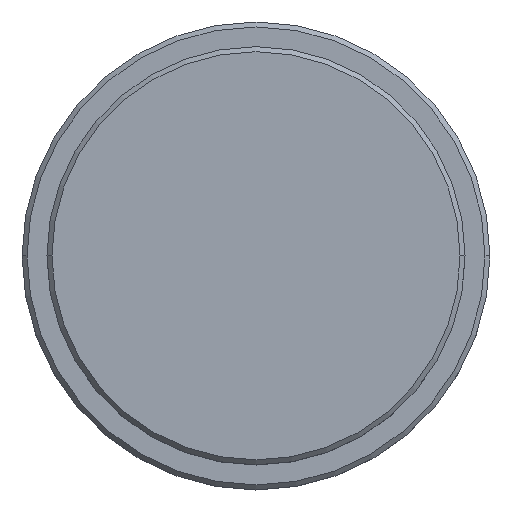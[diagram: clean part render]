
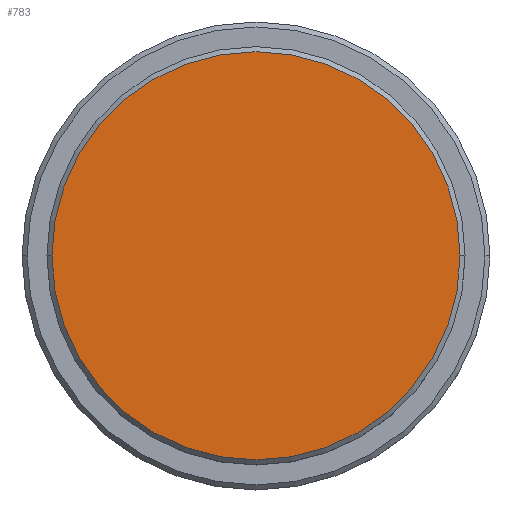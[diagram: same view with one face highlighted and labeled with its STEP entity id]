
A CAD part, top view. The second image highlights one B-rep face of the part: STEP entity #783.
In plain terms, the highlighted planar face has unit normal (0, 0, 1).
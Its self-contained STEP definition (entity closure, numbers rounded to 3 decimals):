
#90 = DIRECTION ( 'NONE',  ( 1., 0., 0. ) ) ;
#157 = CARTESIAN_POINT ( 'NONE',  ( 20.5, 0., 0. ) ) ;
#159 = CIRCLE ( 'NONE', #873, 20.5 ) ;
#180 = VERTEX_POINT ( 'NONE', #157 ) ;
#193 = CARTESIAN_POINT ( 'NONE',  ( 0., 0., 0. ) ) ;
#214 = CARTESIAN_POINT ( 'NONE',  ( 0., 0., 0. ) ) ;
#231 = CARTESIAN_POINT ( 'NONE',  ( -20.5, 0., 0. ) ) ;
#337 = CARTESIAN_POINT ( 'NONE',  ( 0., 0., 0. ) ) ;
#435 = FACE_OUTER_BOUND ( 'NONE', #1168, .T. ) ;
#453 = ORIENTED_EDGE ( 'NONE', *, *, #1269, .T. ) ;
#650 = DIRECTION ( 'NONE',  ( 0., 0., 1. ) ) ;
#661 = AXIS2_PLACEMENT_3D ( 'NONE', #214, #650, #986 ) ;
#754 = DIRECTION ( 'NONE',  ( 0., 0., 1. ) ) ;
#783 = ADVANCED_FACE ( 'NONE', ( #435 ), #845, .T. ) ;
#845 = PLANE ( 'NONE',  #991 ) ;
#862 = DIRECTION ( 'NONE',  ( 1., 0., 0. ) ) ;
#872 = CIRCLE ( 'NONE', #661, 20.5 ) ;
#873 = AXIS2_PLACEMENT_3D ( 'NONE', #337, #1224, #862 ) ;
#888 = EDGE_CURVE ( 'NONE', #963, #180, #872, .T. ) ;
#963 = VERTEX_POINT ( 'NONE', #231 ) ;
#986 = DIRECTION ( 'NONE',  ( 1., 0., 0. ) ) ;
#991 = AXIS2_PLACEMENT_3D ( 'NONE', #193, #754, #90 ) ;
#1073 = ORIENTED_EDGE ( 'NONE', *, *, #888, .T. ) ;
#1168 = EDGE_LOOP ( 'NONE', ( #1073, #453 ) ) ;
#1224 = DIRECTION ( 'NONE',  ( 0., 0., 1. ) ) ;
#1269 = EDGE_CURVE ( 'NONE', #180, #963, #159, .T. ) ;
